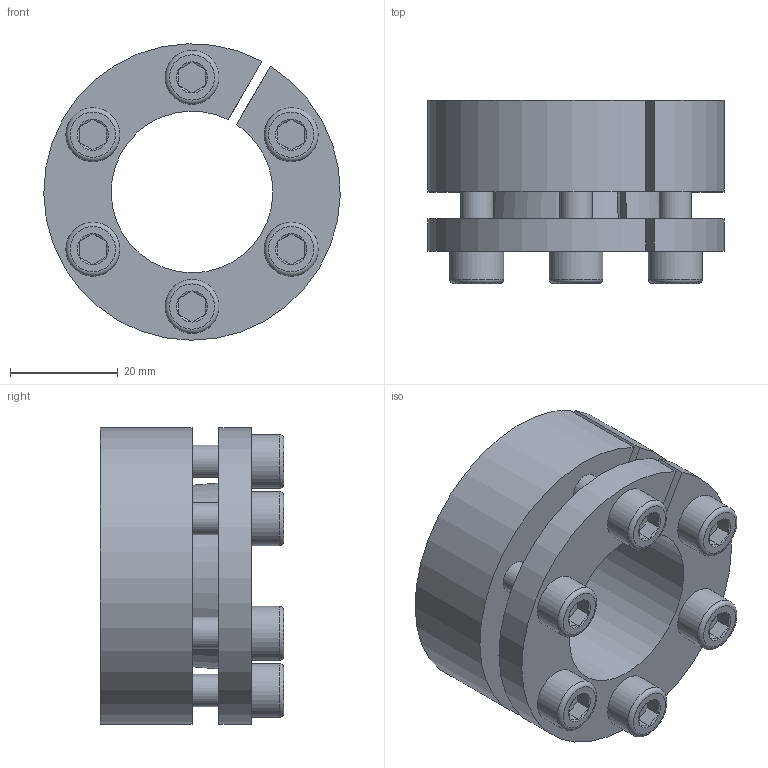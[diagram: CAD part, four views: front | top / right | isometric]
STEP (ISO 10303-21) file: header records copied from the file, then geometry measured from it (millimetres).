
FILE_DESCRIPTION(/* description */ ('Alibre Inc.'),/* implementation_level */ '2;1');
FILE_NAME(/* name */ 'export0',/* time_stamp */ '2012-12-23T13:24:19+01:00',/* author */ (''),/* organization */ (''),/* preprocessor_version */ 'ST-DEVELOPER v14',/* originating_system */ 'Alibre',/* authorisation */ '');
FILE_SCHEMA (('AUTOMOTIVE_DESIGN'));
Length unit declared in the file: millimetre
Bounding box: 54.99 x 34 x 54.99 mm (x, y, z)
Volume: 40595.2 mm3; surface area: 20408.3 mm2
Topology: 7 solids, 7 shells, 174 faces, 336 edges, 200 vertices
Faces by surface type: plane 79, cone 44, cylinder 39, torus 12
Full cylindrical faces by diameter (mm): 5 x6, 6 x24, 10 x6
Entity records: 1515 total; most frequent: CARTESIAN_POINT 277, DIRECTION 235, ORIENTED_EDGE 178, AXIS2_PLACEMENT_3D 114, EDGE_LOOP 96, FACE_BOUND 96, EDGE_CURVE 89, VERTEX_POINT 67
